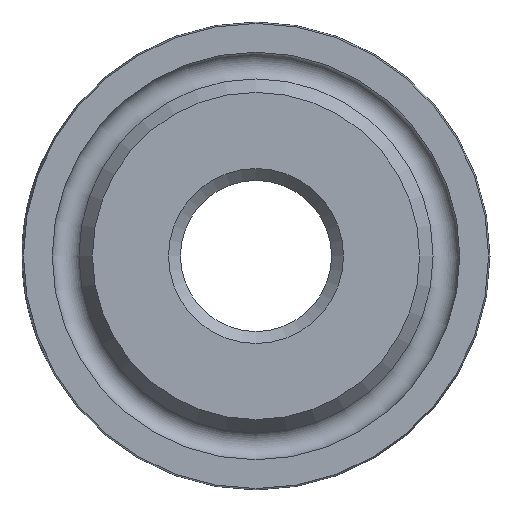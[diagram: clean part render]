
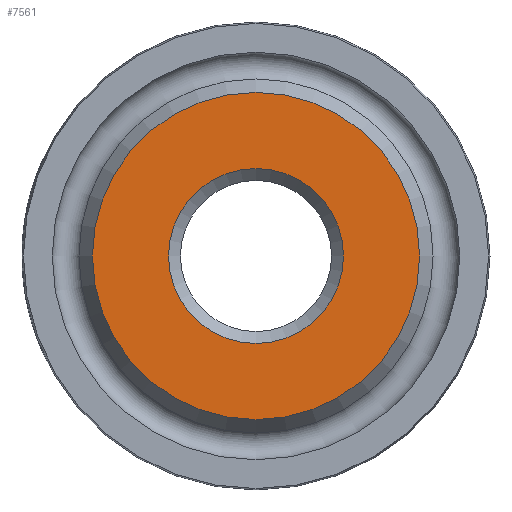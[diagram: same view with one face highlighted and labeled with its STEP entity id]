
A CAD part, left-side view. The second image highlights one B-rep face of the part: STEP entity #7561.
In plain terms, the highlighted planar face has unit normal (-1, 0, 0).
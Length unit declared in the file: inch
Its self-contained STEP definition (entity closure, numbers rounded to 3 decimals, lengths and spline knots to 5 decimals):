
#113=FACE_BOUND('',#1375,.T.);
#114=FACE_BOUND('',#1376,.T.);
#288=PLANE('',#7997);
#1375=EDGE_LOOP('',(#7064));
#1376=EDGE_LOOP('',(#7065));
#1558=CIRCLE('',#7996,0.34605);
#1559=CIRCLE('',#7998,0.185);
#3719=VERTEX_POINT('',#16750);
#3720=VERTEX_POINT('',#16753);
#4836=EDGE_CURVE('',#3719,#3719,#1558,.T.);
#4837=EDGE_CURVE('',#3720,#3720,#1559,.T.);
#7064=ORIENTED_EDGE('',*,*,#4837,.F.);
#7065=ORIENTED_EDGE('',*,*,#4836,.T.);
#7561=ADVANCED_FACE('',(#113,#114),#288,.T.);
#7996=AXIS2_PLACEMENT_3D('',#16751,#9367,#9368);
#7997=AXIS2_PLACEMENT_3D('',#16752,#9369,#9370);
#7998=AXIS2_PLACEMENT_3D('',#16754,#9371,#9372);
#9367=DIRECTION('center_axis',(-1.,0.,0.));
#9368=DIRECTION('ref_axis',(0.,1.,0.));
#9369=DIRECTION('center_axis',(-1.,0.,0.));
#9370=DIRECTION('ref_axis',(0.,0.,1.));
#9371=DIRECTION('center_axis',(-1.,0.,0.));
#9372=DIRECTION('ref_axis',(0.,1.,0.));
#16750=CARTESIAN_POINT('',(0.031,0.34605,0.));
#16751=CARTESIAN_POINT('Origin',(0.031,0.,
0.));
#16752=CARTESIAN_POINT('Origin',(0.031,0.26553,0.));
#16753=CARTESIAN_POINT('',(0.031,0.185,0.));
#16754=CARTESIAN_POINT('Origin',(0.031,0.,
0.));
